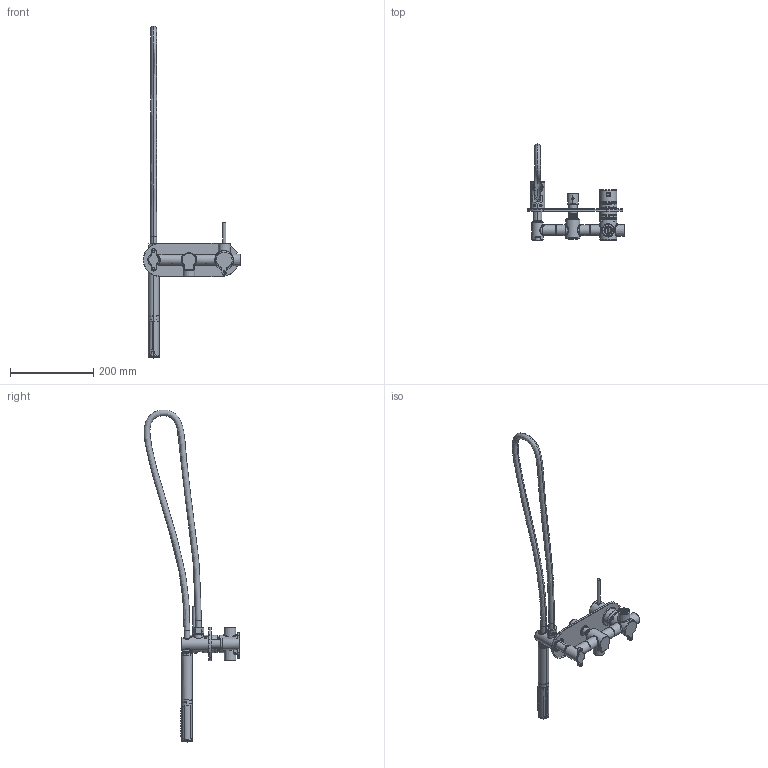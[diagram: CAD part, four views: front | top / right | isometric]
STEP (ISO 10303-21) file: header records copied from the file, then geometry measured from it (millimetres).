
FILE_DESCRIPTION(/* description */ (''),/* implementation_level */ '2;1');
FILE_NAME(/* name */ 'GG-S3-07-1P-A.stp',/* time_stamp */ '2025-06-19T09:07:01+08:00',/* author */ (''),/* organization */ (''),/* preprocessor_version */ 'ST-DEVELOPER v16.7',/* originating_system */ 'SIEMENS PLM Software NX 1847',/* authorisation */ '');
FILE_SCHEMA (('AUTOMOTIVE_DESIGN { 1 0 10303 214 3 1 1 1 }'));
Length unit declared in the file: millimetre
Products named in the file (1): Tom3164CA611iyt
Bounding box: 235.25 x 230.54 x 799.64 mm (x, y, z)
Volume: 515039.9 mm3; surface area: 310786.6 mm2
Topology: 23 solids, 25 shells, 2336 faces, 6252 edges, 4110 vertices
Faces by surface type: cylinder 635, plane 584, cone 544, bspline 324, torus 221, sphere 26, extrusion 2
Full cylindrical faces by diameter (mm): 5 x5, 5.2 x2, 6 x3, 8 x2, 14 x1, 15 x1, 18 x1, 18.4 x1, 18.6 x19, 21 x2, 23.4 x2, 23.6 x2, 24.5 x4, 26 x2, 27.8 x1, 28 x1, 30 x1, 32.5 x1, 34 x1, 35 x1, 40 x1, 42 x2
Entity records: 130933 total; most frequent: CARTESIAN_POINT 76538, ORIENTED_EDGE 12062, DIRECTION 10026, EDGE_CURVE 6031, AXIS2_PLACEMENT_3D 4133, VERTEX_POINT 3996, EDGE_LOOP 2903, ADVANCED_FACE 2313
